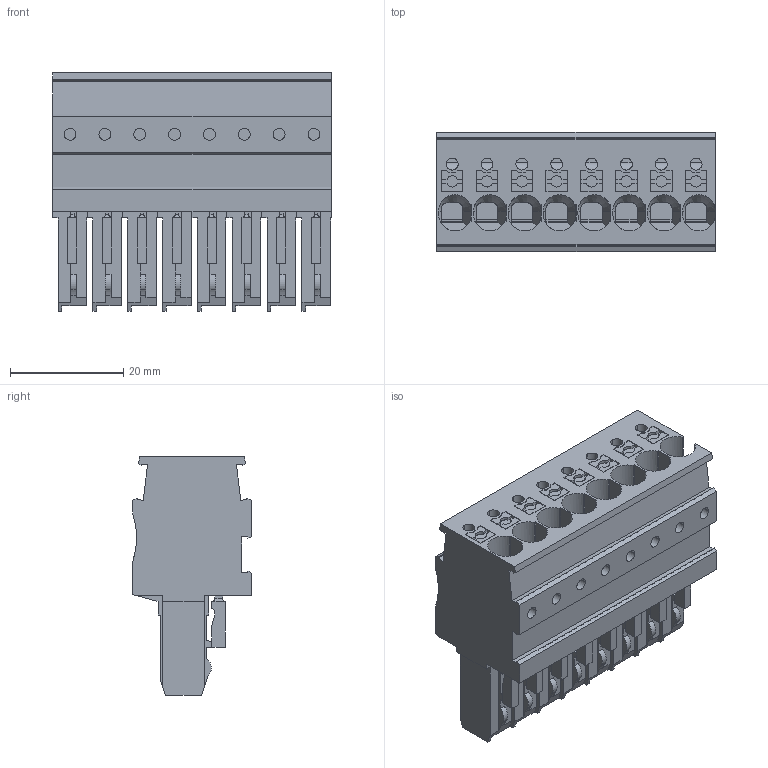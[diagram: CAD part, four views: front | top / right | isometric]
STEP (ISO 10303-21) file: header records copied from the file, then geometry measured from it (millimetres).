
FILE_DESCRIPTION(('Creo Elements/Direct Modeling STEP Export'),'2;1');
FILE_NAME('model.stp','2018-01-09T12:27:05',(''),(''),'Creo Elements/Direct Modeling STEP processor for AP214 (Solid Model)','Creo Elements/Direct Modeling 18.1I 14-Aug-2016 (C) Parametric Technology GmbH','');
FILE_SCHEMA(('AUTOMOTIVE_DESIGN { 1 0 10303 214 1 1 1 1 }'));
Products named in the file (2): PP_H_4_8-select
Assembly tree (1 placements, depth 2):
  PP_H_4_8-select
    PP_H_4_8-select
Bounding box: 49.2 x 21 x 42.17 mm (x, y, z)
Volume: 24323 mm3; surface area: 14865.9 mm2
Topology: 1 solids, 1 shells, 1182 faces, 3345 edges, 2212 vertices
Faces by surface type: plane 925, cylinder 217, torus 16, extrusion 16, cone 8
Entity records: 55079 total; most frequent: CARTESIAN_POINT 14902, ORIENTED_EDGE 6690, DIRECTION 5916, EDGE_CURVE 3345, VECTOR 2678, LINE 2662, VERTEX_POINT 2212, AXIS2_PLACEMENT_3D 1619
